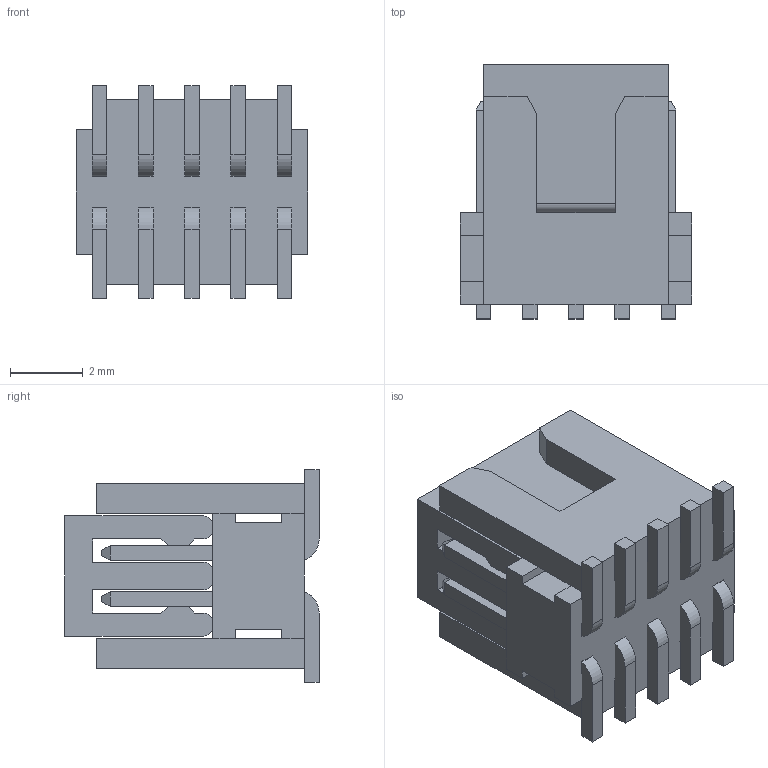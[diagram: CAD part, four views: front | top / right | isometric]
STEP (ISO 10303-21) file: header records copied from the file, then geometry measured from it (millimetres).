
FILE_DESCRIPTION( ( 'STEP AP203' ), '1' );
FILE_NAME( 'FTSH-105-01-L-DV-K-P.stp', '2021-08-09T12:43:12', ( 'License CC BY-ND 4.0' ), ( 'CADENAS' ), ' ', 'PARTsolutions', ' ' );
FILE_SCHEMA( ( 'CONFIG_CONTROL_DESIGN' ) );
Length unit declared in the file: inch
Products named in the file (5): FTSH-105-01-L-DV-K-P; _FTSH-105-01-L-DV-K-P_body; _FTSH-105-01-L-DV-K-P_pins1; _FTSH-105-01-L-DV-K-P_pins2; _FTSH-105-01-L-DV-K-P_pp_pad
Assembly tree (4 placements, depth 2):
  FTSH-105-01-L-DV-K-P
    _FTSH-105-01-L-DV-K-P_body
    _FTSH-105-01-L-DV-K-P_pins1
    _FTSH-105-01-L-DV-K-P_pins2
    _FTSH-105-01-L-DV-K-P_pp_pad
Bounding box: 6.35 x 6.99 x 5.84 mm (x, y, z)
Volume: 160.9 mm3; surface area: 568 mm2
Topology: 4 solids, 4 shells, 280 faces, 758 edges, 488 vertices
Faces by surface type: plane 264, cylinder 16
Entity records: 8768 total; most frequent: CARTESIAN_POINT 1531, ORIENTED_EDGE 1516, DIRECTION 1360, EDGE_CURVE 758, LINE 726, VECTOR 726, VERTEX_POINT 488, AXIS2_PLACEMENT_3D 317
